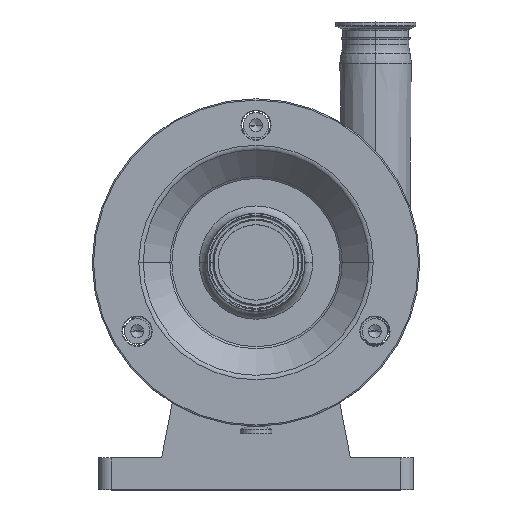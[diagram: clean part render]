
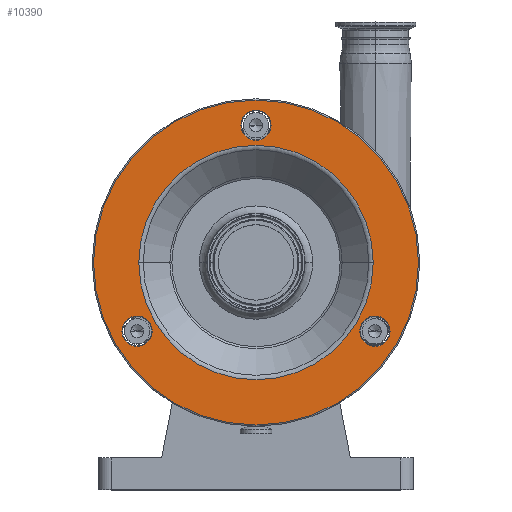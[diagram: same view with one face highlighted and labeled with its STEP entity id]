
A CAD part, top view. The second image highlights one B-rep face of the part: STEP entity #10390.
In plain terms, the highlighted planar face has unit normal (0, 0, 1).
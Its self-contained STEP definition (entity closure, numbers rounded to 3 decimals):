
#93 = ORIENTED_EDGE ( 'NONE', *, *, #18413, .T. ) ;
#193 = VERTEX_POINT ( 'NONE', #11616 ) ;
#1343 = DIRECTION ( 'NONE',  ( -1., 0., 0. ) ) ;
#2110 = DIRECTION ( 'NONE',  ( 0., 0., -1. ) ) ;
#2191 = DIRECTION ( 'NONE',  ( 0., 0., -1. ) ) ;
#2668 = CARTESIAN_POINT ( 'NONE',  ( -94.397, -54.5, 219. ) ) ;
#2911 = EDGE_CURVE ( 'NONE', #7196, #15738, #13253, .T. ) ;
#3055 = CARTESIAN_POINT ( 'NONE',  ( -93.071, 0., 219. ) ) ;
#3789 = DIRECTION ( 'NONE',  ( 0., 0., -1. ) ) ;
#3833 = CARTESIAN_POINT ( 'NONE',  ( 0., 0., 219. ) ) ;
#3924 = EDGE_CURVE ( 'NONE', #19291, #6768, #10159, .T. ) ;
#3994 = DIRECTION ( 'NONE',  ( 0., 0., -1. ) ) ;
#4952 = EDGE_CURVE ( 'NONE', #193, #10181, #15434, .T. ) ;
#5062 = ORIENTED_EDGE ( 'NONE', *, *, #2911, .T. ) ;
#5186 = CIRCLE ( 'NONE', #6171, 12. ) ;
#5222 = ORIENTED_EDGE ( 'NONE', *, *, #3924, .T. ) ;
#5324 = FACE_OUTER_BOUND ( 'NONE', #19717, .T. ) ;
#5354 = CIRCLE ( 'NONE', #17443, 129. ) ;
#5415 = PLANE ( 'NONE',  #10971 ) ;
#5906 = CARTESIAN_POINT ( 'NONE',  ( 0., 0., 219. ) ) ;
#6171 = AXIS2_PLACEMENT_3D ( 'NONE', #8443, #2110, #8349 ) ;
#6312 = AXIS2_PLACEMENT_3D ( 'NONE', #15039, #3994, #13309 ) ;
#6494 = DIRECTION ( 'NONE',  ( -1., 0., 0. ) ) ;
#6698 = CIRCLE ( 'NONE', #14549, 12. ) ;
#6768 = VERTEX_POINT ( 'NONE', #11849 ) ;
#7196 = VERTEX_POINT ( 'NONE', #11582 ) ;
#7341 = EDGE_LOOP ( 'NONE', ( #5222, #15747 ) ) ;
#7373 = EDGE_CURVE ( 'NONE', #14088, #13958, #10894, .T. ) ;
#7451 = DIRECTION ( 'NONE',  ( 0., 0., -1. ) ) ;
#7822 = DIRECTION ( 'NONE',  ( 0., 0., -1. ) ) ;
#7887 = CARTESIAN_POINT ( 'NONE',  ( 0., 109., 219. ) ) ;
#7926 = AXIS2_PLACEMENT_3D ( 'NONE', #10452, #19955, #1343 ) ;
#8337 = DIRECTION ( 'NONE',  ( -1., 0., 0. ) ) ;
#8349 = DIRECTION ( 'NONE',  ( -1., 0., 0. ) ) ;
#8443 = CARTESIAN_POINT ( 'NONE',  ( 94.397, -54.5, 219. ) ) ;
#8528 = AXIS2_PLACEMENT_3D ( 'NONE', #2668, #13524, #13729 ) ;
#8532 = AXIS2_PLACEMENT_3D ( 'NONE', #7887, #9439, #12614 ) ;
#9190 = EDGE_LOOP ( 'NONE', ( #93, #9896 ) ) ;
#9439 = DIRECTION ( 'NONE',  ( 0., 0., -1. ) ) ;
#9469 = EDGE_CURVE ( 'NONE', #13958, #14088, #5354, .T. ) ;
#9476 = CARTESIAN_POINT ( 'NONE',  ( 94.397, -54.5, 219. ) ) ;
#9896 = ORIENTED_EDGE ( 'NONE', *, *, #4952, .T. ) ;
#9928 = FACE_BOUND ( 'NONE', #7341, .T. ) ;
#9981 = AXIS2_PLACEMENT_3D ( 'NONE', #9476, #11015, #6494 ) ;
#10159 = CIRCLE ( 'NONE', #8528, 12. ) ;
#10181 = VERTEX_POINT ( 'NONE', #19653 ) ;
#10390 = ADVANCED_FACE ( 'NONE', ( #13008, #9928, #14635, #5324, #11575 ), #5415, .F. ) ;
#10452 = CARTESIAN_POINT ( 'NONE',  ( 0., 109., 219. ) ) ;
#10799 = EDGE_CURVE ( 'NONE', #6768, #19291, #6698, .T. ) ;
#10894 = CIRCLE ( 'NONE', #6312, 129. ) ;
#10971 = AXIS2_PLACEMENT_3D ( 'NONE', #16270, #13298, #13205 ) ;
#11015 = DIRECTION ( 'NONE',  ( 0., 0., -1. ) ) ;
#11575 = FACE_BOUND ( 'NONE', #12922, .T. ) ;
#11582 = CARTESIAN_POINT ( 'NONE',  ( 82.397, -54.5, 219. ) ) ;
#11616 = CARTESIAN_POINT ( 'NONE',  ( -12., 109., 219. ) ) ;
#11849 = CARTESIAN_POINT ( 'NONE',  ( -106.397, -54.5, 219. ) ) ;
#11967 = DIRECTION ( 'NONE',  ( -1., 0., 0. ) ) ;
#12614 = DIRECTION ( 'NONE',  ( -1., 0., 0. ) ) ;
#12634 = EDGE_LOOP ( 'NONE', ( #19997, #5062 ) ) ;
#12922 = EDGE_LOOP ( 'NONE', ( #19400, #14870 ) ) ;
#12940 = DIRECTION ( 'NONE',  ( -1., 0., 0. ) ) ;
#13008 = FACE_BOUND ( 'NONE', #12634, .T. ) ;
#13144 = CIRCLE ( 'NONE', #8532, 12. ) ;
#13205 = DIRECTION ( 'NONE',  ( -1., 0., 0. ) ) ;
#13253 = CIRCLE ( 'NONE', #9981, 12. ) ;
#13281 = ORIENTED_EDGE ( 'NONE', *, *, #7373, .F. ) ;
#13298 = DIRECTION ( 'NONE',  ( 0., 0., -1. ) ) ;
#13309 = DIRECTION ( 'NONE',  ( -1., 0., 0. ) ) ;
#13524 = DIRECTION ( 'NONE',  ( 0., 0., -1. ) ) ;
#13729 = DIRECTION ( 'NONE',  ( -1., 0., 0. ) ) ;
#13798 = VERTEX_POINT ( 'NONE', #3055 ) ;
#13837 = AXIS2_PLACEMENT_3D ( 'NONE', #19525, #3789, #17800 ) ;
#13958 = VERTEX_POINT ( 'NONE', #15847 ) ;
#14088 = VERTEX_POINT ( 'NONE', #18068 ) ;
#14370 = EDGE_CURVE ( 'NONE', #18198, #13798, #19488, .T. ) ;
#14549 = AXIS2_PLACEMENT_3D ( 'NONE', #16000, #7822, #12940 ) ;
#14635 = FACE_BOUND ( 'NONE', #9190, .T. ) ;
#14870 = ORIENTED_EDGE ( 'NONE', *, *, #14370, .T. ) ;
#15039 = CARTESIAN_POINT ( 'NONE',  ( 0., 0., 219. ) ) ;
#15434 = CIRCLE ( 'NONE', #7926, 12. ) ;
#15477 = CIRCLE ( 'NONE', #13837, 93.071 ) ;
#15738 = VERTEX_POINT ( 'NONE', #17885 ) ;
#15747 = ORIENTED_EDGE ( 'NONE', *, *, #10799, .T. ) ;
#15847 = CARTESIAN_POINT ( 'NONE',  ( -129., 0., 219. ) ) ;
#16000 = CARTESIAN_POINT ( 'NONE',  ( -94.397, -54.5, 219. ) ) ;
#16128 = EDGE_CURVE ( 'NONE', #15738, #7196, #5186, .T. ) ;
#16270 = CARTESIAN_POINT ( 'NONE',  ( 0., 129., 219. ) ) ;
#16381 = CARTESIAN_POINT ( 'NONE',  ( 93.071, 0., 219. ) ) ;
#16838 = CARTESIAN_POINT ( 'NONE',  ( -82.397, -54.5, 219. ) ) ;
#17443 = AXIS2_PLACEMENT_3D ( 'NONE', #5906, #7451, #11967 ) ;
#17800 = DIRECTION ( 'NONE',  ( -1., 0., 0. ) ) ;
#17874 = AXIS2_PLACEMENT_3D ( 'NONE', #3833, #2191, #8337 ) ;
#17885 = CARTESIAN_POINT ( 'NONE',  ( 106.397, -54.5, 219. ) ) ;
#17990 = ORIENTED_EDGE ( 'NONE', *, *, #9469, .F. ) ;
#18068 = CARTESIAN_POINT ( 'NONE',  ( 129., 0., 219. ) ) ;
#18198 = VERTEX_POINT ( 'NONE', #16381 ) ;
#18413 = EDGE_CURVE ( 'NONE', #10181, #193, #13144, .T. ) ;
#19291 = VERTEX_POINT ( 'NONE', #16838 ) ;
#19400 = ORIENTED_EDGE ( 'NONE', *, *, #19846, .T. ) ;
#19488 = CIRCLE ( 'NONE', #17874, 93.071 ) ;
#19525 = CARTESIAN_POINT ( 'NONE',  ( 0., 0., 219. ) ) ;
#19653 = CARTESIAN_POINT ( 'NONE',  ( 12., 109., 219. ) ) ;
#19717 = EDGE_LOOP ( 'NONE', ( #17990, #13281 ) ) ;
#19846 = EDGE_CURVE ( 'NONE', #13798, #18198, #15477, .T. ) ;
#19955 = DIRECTION ( 'NONE',  ( 0., 0., -1. ) ) ;
#19997 = ORIENTED_EDGE ( 'NONE', *, *, #16128, .T. ) ;
